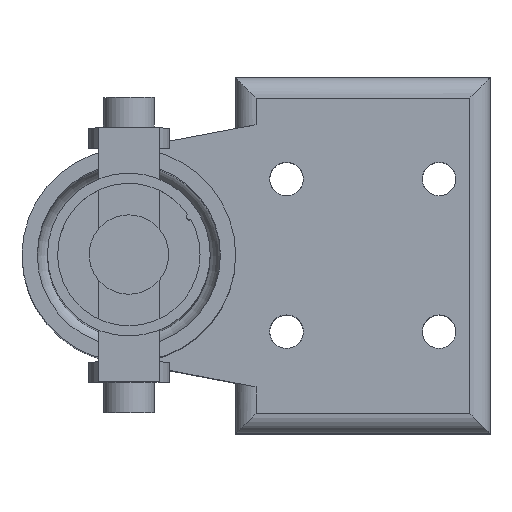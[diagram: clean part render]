
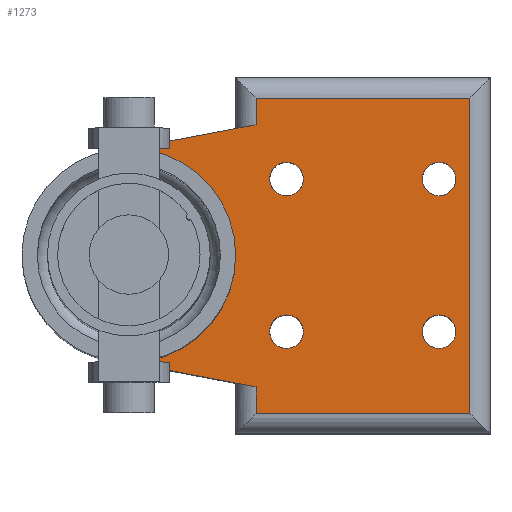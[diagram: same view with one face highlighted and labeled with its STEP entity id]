
A CAD part, top view. The second image highlights one B-rep face of the part: STEP entity #1273.
In plain terms, the highlighted face is planar.
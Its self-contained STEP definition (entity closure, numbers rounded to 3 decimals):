
#415 = VERTEX_POINT('',#416);
#416 = CARTESIAN_POINT('',(13.85,-18.734,
    -35.));
#425 = EDGE_CURVE('',#415,#415,#426,.T.);
#426 = CIRCLE('',#427,1.65);
#427 = AXIS2_PLACEMENT_3D('',#428,#429,#430);
#428 = CARTESIAN_POINT('',(15.5,-18.734,
    -35.));
#429 = DIRECTION('',(0.,0.,-1.));
#430 = DIRECTION('',(1.,0.,0.));
#730 = VERTEX_POINT('',#731);
#731 = CARTESIAN_POINT('',(28.85,-18.734,
    -35.));
#740 = EDGE_CURVE('',#730,#730,#741,.T.);
#741 = CIRCLE('',#742,1.65);
#742 = AXIS2_PLACEMENT_3D('',#743,#744,#745);
#743 = CARTESIAN_POINT('',(30.5,-18.734,
    -35.));
#744 = DIRECTION('',(0.,0.,-1.));
#745 = DIRECTION('',(1.,0.,0.));
#1116 = EDGE_CURVE('',#1117,#1119,#1121,.T.);
#1117 = VERTEX_POINT('',#1118);
#1118 = CARTESIAN_POINT('',(33.5,4.225,
    -35.));
#1119 = VERTEX_POINT('',#1120);
#1120 = CARTESIAN_POINT('',(33.5,-26.775,
    -35.));
#1121 = LINE('',#1122,#1123);
#1122 = CARTESIAN_POINT('',(33.5,-5.025,
    -35.));
#1123 = VECTOR('',#1124,1.);
#1124 = DIRECTION('',(0.,-1.,0.));
#1149 = EDGE_CURVE('',#1150,#1117,#1152,.T.);
#1150 = VERTEX_POINT('',#1151);
#1151 = CARTESIAN_POINT('',(12.5,4.225,
    -35.));
#1152 = LINE('',#1153,#1154);
#1153 = CARTESIAN_POINT('',(26.625,4.225,
    -35.));
#1154 = VECTOR('',#1155,1.);
#1155 = DIRECTION('',(1.,0.,0.));
#1190 = EDGE_CURVE('',#1119,#1191,#1193,.T.);
#1191 = VERTEX_POINT('',#1192);
#1192 = CARTESIAN_POINT('',(12.5,-26.775,
    -35.));
#1193 = LINE('',#1194,#1195);
#1194 = CARTESIAN_POINT('',(26.625,-26.775,
    -35.));
#1195 = VECTOR('',#1196,1.);
#1196 = DIRECTION('',(-1.,0.,0.));
#1213 = EDGE_CURVE('',#1191,#1214,#1216,.T.);
#1214 = VERTEX_POINT('',#1215);
#1215 = CARTESIAN_POINT('',(12.5,-24.156,
    -35.));
#1216 = LINE('',#1217,#1218);
#1217 = CARTESIAN_POINT('',(12.5,-18.775,
    -35.));
#1218 = VECTOR('',#1219,1.);
#1219 = DIRECTION('',(0.,1.,0.));
#1254 = VERTEX_POINT('',#1255);
#1255 = CARTESIAN_POINT('',(12.5,1.606,
    -35.));
#1262 = EDGE_CURVE('',#1254,#1150,#1263,.T.);
#1263 = LINE('',#1264,#1265);
#1264 = CARTESIAN_POINT('',(12.5,-3.775,
    -35.));
#1265 = VECTOR('',#1266,1.);
#1266 = DIRECTION('',(0.,1.,0.));
#1273 = ADVANCED_FACE('',(#1274,#1304,#1315,#1318,#1329),#1332,.F.);
#1274 = FACE_BOUND('',#1275,.F.);
#1275 = EDGE_LOOP('',(#1276,#1284,#1285,#1286,#1287,#1288,#1289,#1297));
#1276 = ORIENTED_EDGE('',*,*,#1277,.T.);
#1277 = EDGE_CURVE('',#1278,#1214,#1280,.T.);
#1278 = VERTEX_POINT('',#1279);
#1279 = CARTESIAN_POINT('',(0.,-21.775,-35.));
#1280 = LINE('',#1281,#1282);
#1281 = CARTESIAN_POINT('',(0.,-21.775,-35.));
#1282 = VECTOR('',#1283,1.);
#1283 = DIRECTION('',(0.982,-0.187,0.));
#1284 = ORIENTED_EDGE('',*,*,#1213,.F.);
#1285 = ORIENTED_EDGE('',*,*,#1190,.F.);
#1286 = ORIENTED_EDGE('',*,*,#1116,.F.);
#1287 = ORIENTED_EDGE('',*,*,#1149,.F.);
#1288 = ORIENTED_EDGE('',*,*,#1262,.F.);
#1289 = ORIENTED_EDGE('',*,*,#1290,.T.);
#1290 = EDGE_CURVE('',#1254,#1291,#1293,.T.);
#1291 = VERTEX_POINT('',#1292);
#1292 = CARTESIAN_POINT('',(0.,-0.775,-35.));
#1293 = LINE('',#1294,#1295);
#1294 = CARTESIAN_POINT('',(10.5,1.225,
    -35.));
#1295 = VECTOR('',#1296,1.);
#1296 = DIRECTION('',(-0.982,-0.187,0.));
#1297 = ORIENTED_EDGE('',*,*,#1298,.F.);
#1298 = EDGE_CURVE('',#1278,#1291,#1299,.T.);
#1299 = CIRCLE('',#1300,10.5);
#1300 = AXIS2_PLACEMENT_3D('',#1301,#1302,#1303);
#1301 = CARTESIAN_POINT('',(0.,-11.275,-35.));
#1302 = DIRECTION('',(0.,-0.,1.));
#1303 = DIRECTION('',(0.,1.,0.));
#1304 = FACE_BOUND('',#1305,.F.);
#1305 = EDGE_LOOP('',(#1306));
#1306 = ORIENTED_EDGE('',*,*,#1307,.T.);
#1307 = EDGE_CURVE('',#1308,#1308,#1310,.T.);
#1308 = VERTEX_POINT('',#1309);
#1309 = CARTESIAN_POINT('',(13.85,-3.734,
    -35.));
#1310 = CIRCLE('',#1311,1.65);
#1311 = AXIS2_PLACEMENT_3D('',#1312,#1313,#1314);
#1312 = CARTESIAN_POINT('',(15.5,-3.734,
    -35.));
#1313 = DIRECTION('',(0.,0.,-1.));
#1314 = DIRECTION('',(1.,0.,0.));
#1315 = FACE_BOUND('',#1316,.F.);
#1316 = EDGE_LOOP('',(#1317));
#1317 = ORIENTED_EDGE('',*,*,#425,.T.);
#1318 = FACE_BOUND('',#1319,.F.);
#1319 = EDGE_LOOP('',(#1320));
#1320 = ORIENTED_EDGE('',*,*,#1321,.T.);
#1321 = EDGE_CURVE('',#1322,#1322,#1324,.T.);
#1322 = VERTEX_POINT('',#1323);
#1323 = CARTESIAN_POINT('',(28.85,-3.734,
    -35.));
#1324 = CIRCLE('',#1325,1.65);
#1325 = AXIS2_PLACEMENT_3D('',#1326,#1327,#1328);
#1326 = CARTESIAN_POINT('',(30.5,-3.734,
    -35.));
#1327 = DIRECTION('',(0.,0.,-1.));
#1328 = DIRECTION('',(1.,0.,0.));
#1329 = FACE_BOUND('',#1330,.F.);
#1330 = EDGE_LOOP('',(#1331));
#1331 = ORIENTED_EDGE('',*,*,#740,.T.);
#1332 = PLANE('',#1333);
#1333 = AXIS2_PLACEMENT_3D('',#1334,#1335,#1336);
#1334 = CARTESIAN_POINT('',(17.75,-11.275,
    -35.));
#1335 = DIRECTION('',(0.,0.,1.));
#1336 = DIRECTION('',(1.,0.,0.));
